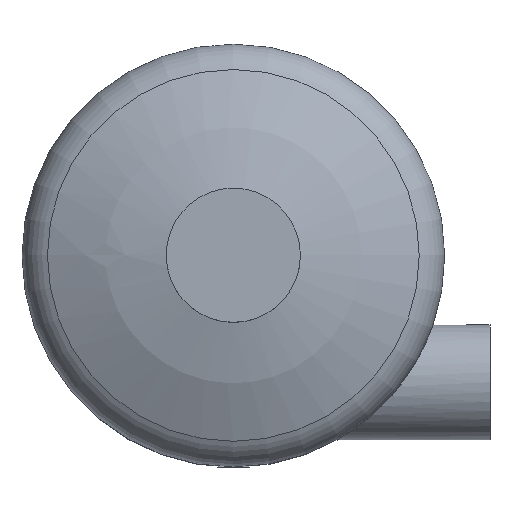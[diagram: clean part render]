
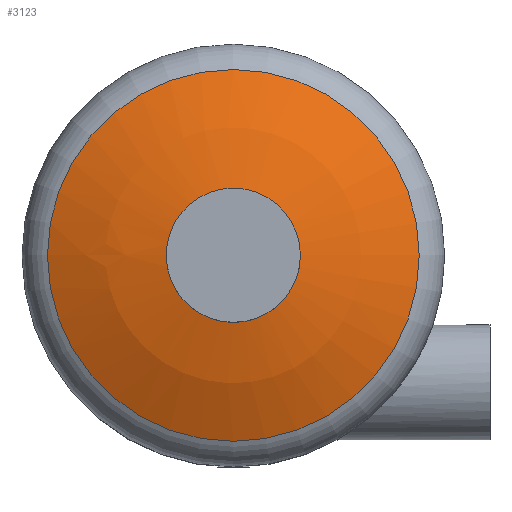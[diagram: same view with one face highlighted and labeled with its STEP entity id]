
A CAD part, top view. The second image highlights one B-rep face of the part: STEP entity #3123.
In plain terms, the highlighted spherical face has radius 280 mm.
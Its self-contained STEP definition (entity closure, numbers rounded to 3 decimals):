
#646=SPHERICAL_SURFACE($,#3337,280.);
#757=FACE_BOUND($,#972,.T.);
#777=FACE_OUTER_BOUND($,#971,.T.);
#971=EDGE_LOOP($,(#2117));
#972=EDGE_LOOP($,(#2118));
#1149=CIRCLE($,#3317,44.45);
#1158=CIRCLE($,#3336,123.144);
#1310=VERTEX_POINT($,#4775);
#1319=VERTEX_POINT($,#4803);
#1627=EDGE_CURVE($,#1310,#1310,#1149,.T.);
#1636=EDGE_CURVE($,#1319,#1319,#1158,.T.);
#2117=ORIENTED_EDGE($,*,*,#1627,.T.);
#2118=ORIENTED_EDGE($,*,*,#1636,.T.);
#3123=ADVANCED_FACE($,(#777,#757),#646,.T.);
#3317=AXIS2_PLACEMENT_3D($,#4776,#3667,#3668);
#3336=AXIS2_PLACEMENT_3D($,#4804,#3705,#3706);
#3337=AXIS2_PLACEMENT_3D($,#4805,#3707,#3708);
#3667=DIRECTION('center_axis',(0.,0.,-1.));
#3668=DIRECTION('ref_axis',(-1.,0.,0.));
#3705=DIRECTION('center_axis',(0.,0.,1.));
#3706=DIRECTION('ref_axis',(-1.,0.,0.));
#3707=DIRECTION('center_axis',(0.,0.,1.));
#3708=DIRECTION('ref_axis',(1.,0.,0.));
#4775=CARTESIAN_POINT('',(44.45,0.,353.449));
#4776=CARTESIAN_POINT('Origin',(0.,0.,353.449));
#4803=CARTESIAN_POINT('',(-123.144,0.,328.467));
#4804=CARTESIAN_POINT('Origin',(0.,0.,328.467));
#4805=CARTESIAN_POINT('Origin',(0.,0.,77.));
